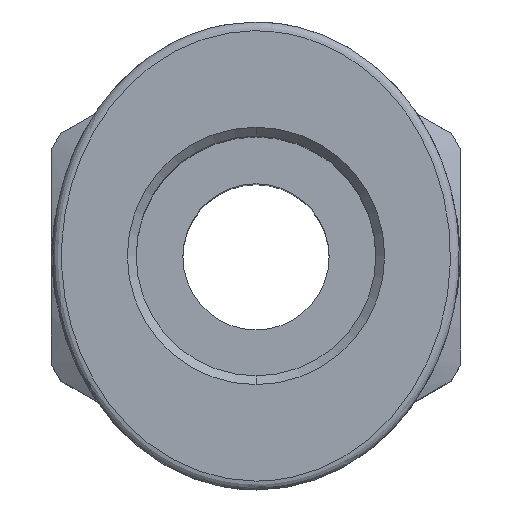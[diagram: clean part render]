
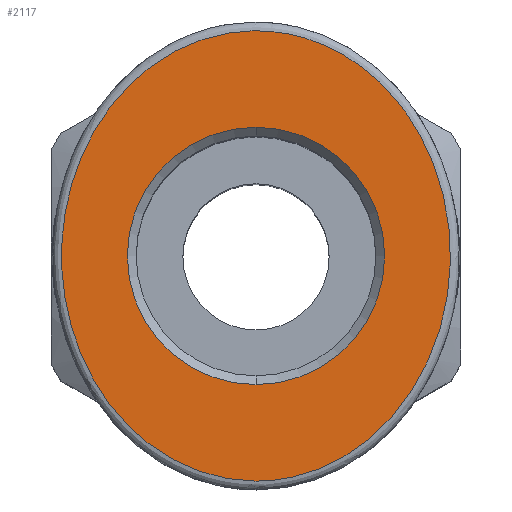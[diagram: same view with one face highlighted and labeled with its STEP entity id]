
A CAD part, top view. The second image highlights one B-rep face of the part: STEP entity #2117.
In plain terms, the highlighted planar face has unit normal (0, 0, 1).
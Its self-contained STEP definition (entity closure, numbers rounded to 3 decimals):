
#2006=CARTESIAN_POINT('',(10.18,1.161,7.1));
#2007=VERTEX_POINT('',#2006);
#2014=CARTESIAN_POINT('',(1.38,1.161,7.1));
#2015=VERTEX_POINT('',#2014);
#2016=CARTESIAN_POINT('',(5.78,1.161,7.1));
#2017=DIRECTION('',(0.0,0.0,1.0));
#2018=DIRECTION('',(1.0,0.0,0.0));
#2019=AXIS2_PLACEMENT_3D('',#2016,#2017,#2018);
#2020=CIRCLE('',#2019,4.4);
#2021=EDGE_CURVE('',#2007,#2015,#2020,.T.);
#2047=CARTESIAN_POINT('',(5.78,1.161,7.1));
#2048=DIRECTION('',(0.0,0.0,1.0));
#2049=DIRECTION('',(1.0,0.0,0.0));
#2050=AXIS2_PLACEMENT_3D('',#2047,#2048,#2049);
#2051=CIRCLE('',#2050,4.4);
#2052=EDGE_CURVE('',#2015,#2007,#2051,.T.);
#2075=CARTESIAN_POINT('',(-2.22,1.161,7.1));
#2076=DIRECTION('',(0.0,0.0,1.0));
#2077=DIRECTION('',(1.0,0.0,0.0));
#2078=AXIS2_PLACEMENT_3D('',#2075,#2076,#2077);
#2079=PLANE('',#2078);
#2080=CARTESIAN_POINT('',(-1.92,1.161,7.1));
#2081=VERTEX_POINT('',#2080);
#2082=CARTESIAN_POINT('',(-1.92,1.161,7.1));
#2083=CARTESIAN_POINT('',(-1.92,2.465,7.1));
#2084=CARTESIAN_POINT('',(-1.45,3.768,7.1));
#2085=CARTESIAN_POINT('',(0.445,6.258,7.1));
#2086=CARTESIAN_POINT('',(2.106,7.216,7.1));
#2087=CARTESIAN_POINT('',(5.472,7.956,7.1));
#2088=CARTESIAN_POINT('',(7.158,7.857,7.1));
#2089=CARTESIAN_POINT('',(9.886,6.897,7.1));
#2090=CARTESIAN_POINT('',(11.008,6.19,7.1));
#2091=CARTESIAN_POINT('',(12.482,4.546,7.1));
#2092=CARTESIAN_POINT('',(12.956,3.738,7.1));
#2093=CARTESIAN_POINT('',(13.394,2.304,7.1));
#2094=CARTESIAN_POINT('',(13.48,1.731,7.1));
#2095=CARTESIAN_POINT('',(13.479,0.583,7.1));
#2096=CARTESIAN_POINT('',(13.39,0.004,7.1));
#2097=CARTESIAN_POINT('',(12.953,-1.42,7.1));
#2098=CARTESIAN_POINT('',(12.474,-2.235,7.1));
#2099=CARTESIAN_POINT('',(10.884,-4.003,7.1));
#2100=CARTESIAN_POINT('',(9.561,-4.772,7.1));
#2101=CARTESIAN_POINT('',(6.614,-5.593,7.1));
#2102=CARTESIAN_POINT('',(4.969,-5.593,7.1));
#2103=CARTESIAN_POINT('',(1.766,-4.715,7.1));
#2104=CARTESIAN_POINT('',(0.182,-3.704,7.1));
#2105=CARTESIAN_POINT('',(-1.519,-1.258,7.1));
#2106=CARTESIAN_POINT('',(-1.92,-0.052,7.1));
#2107=CARTESIAN_POINT('',(-1.92,1.161,7.1));
#2108=B_SPLINE_CURVE_WITH_KNOTS('',3,(#2082,#2083,#2084,#2085,#2086,#2087,#2088,#2089,#2090,#2091,#2092,#2093,#2094,#2095,#2096,#2097,#2098,#2099,#2100,#2101,#2102,#2103,#2104,#2105,#2106,#2107),.UNSPECIFIED.,.T.,.U.,(4,2,2,2,2,2,2,2,2,2,2,2,4),(0.0,0.547,1.305,1.982,2.518,2.902,3.142,3.382,3.765,4.379,5.039,5.773,6.283),.UNSPECIFIED.);
#2109=EDGE_CURVE('',#2081,#2081,#2108,.T.);
#2110=ORIENTED_EDGE('',*,*,#2109,.F.);
#2111=EDGE_LOOP('',(#2110));
#2112=FACE_OUTER_BOUND('',#2111,.T.);
#2113=ORIENTED_EDGE('',*,*,#2052,.F.);
#2114=ORIENTED_EDGE('',*,*,#2021,.F.);
#2115=EDGE_LOOP('',(#2113,#2114));
#2116=FACE_BOUND('',#2115,.T.);
#2117=ADVANCED_FACE('',(#2112,#2116),#2079,.T.);
